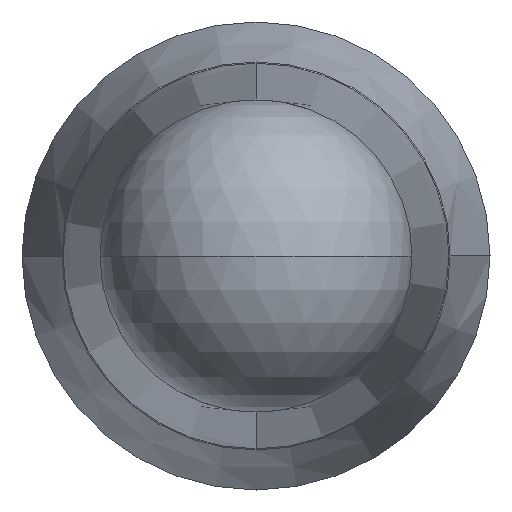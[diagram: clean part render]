
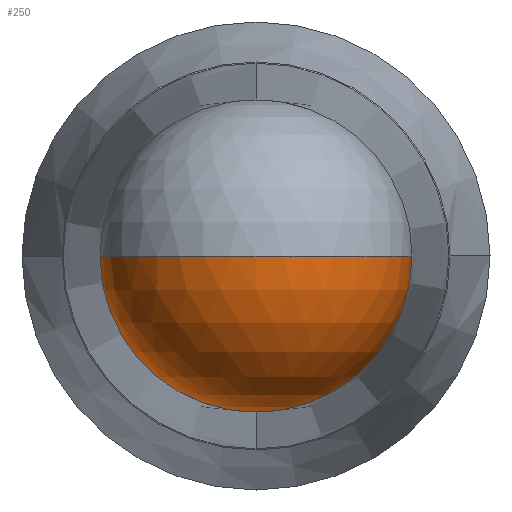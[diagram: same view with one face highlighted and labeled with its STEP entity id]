
A CAD part, front view. The second image highlights one B-rep face of the part: STEP entity #250.
In plain terms, the highlighted spherical face has radius 3.176 mm.
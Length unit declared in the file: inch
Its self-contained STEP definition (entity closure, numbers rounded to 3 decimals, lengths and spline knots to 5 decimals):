
#4 = VERTEX_POINT ( 'NONE', #334 ) ;
#14 = ORIENTED_EDGE ( 'NONE', *, *, #453, .T. ) ;
#15 = CIRCLE ( 'NONE', #110, 0.12504 ) ;
#16 = AXIS2_PLACEMENT_3D ( 'NONE', #343, #504, #182 ) ;
#17 = AXIS2_PLACEMENT_3D ( 'NONE', #439, #72, #234 ) ;
#20 = CARTESIAN_POINT ( 'NONE',  ( 0., 0.12177, 0. ) ) ;
#38 = AXIS2_PLACEMENT_3D ( 'NONE', #100, #51, #138 ) ;
#51 = DIRECTION ( 'NONE',  ( 0., 0., -1. ) ) ;
#62 = CARTESIAN_POINT ( 'NONE',  ( 0., 0.12504, 0. ) ) ;
#72 = DIRECTION ( 'NONE',  ( 0., -1., 0. ) ) ;
#89 = EDGE_LOOP ( 'NONE', ( #14, #133, #193, #219 ) ) ;
#96 = AXIS2_PLACEMENT_3D ( 'NONE', #20, #115, #273 ) ;
#100 = CARTESIAN_POINT ( 'NONE',  ( 0., 0.12504, 0. ) ) ;
#110 = AXIS2_PLACEMENT_3D ( 'NONE', #62, #373, #418 ) ;
#111 = VERTEX_POINT ( 'NONE', #452 ) ;
#115 = DIRECTION ( 'NONE',  ( 0., -1., 0. ) ) ;
#133 = ORIENTED_EDGE ( 'NONE', *, *, #447, .T. ) ;
#138 = DIRECTION ( 'NONE',  ( -1., 0., 0. ) ) ;
#172 = EDGE_CURVE ( 'NONE', #465, #4, #345, .T. ) ;
#182 = DIRECTION ( 'NONE',  ( 1., 0., 0. ) ) ;
#183 = FACE_OUTER_BOUND ( 'NONE', #89, .T. ) ;
#193 = ORIENTED_EDGE ( 'NONE', *, *, #259, .T. ) ;
#219 = ORIENTED_EDGE ( 'NONE', *, *, #172, .F. ) ;
#228 = CARTESIAN_POINT ( 'NONE',  ( 0., 0.12177, -0.125 ) ) ;
#234 = DIRECTION ( 'NONE',  ( 0., 0., -1. ) ) ;
#250 = ADVANCED_FACE ( 'NONE', ( #183 ), #309, .T. ) ;
#259 = EDGE_CURVE ( 'NONE', #111, #4, #15, .T. ) ;
#267 = CARTESIAN_POINT ( 'NONE',  ( -0.125, 0.12177, 0. ) ) ;
#273 = DIRECTION ( 'NONE',  ( 0., 0., -1. ) ) ;
#309 = SPHERICAL_SURFACE ( 'NONE', #38, 0.12504 ) ;
#334 = CARTESIAN_POINT ( 'NONE',  ( 0., 0., 0. ) ) ;
#343 = CARTESIAN_POINT ( 'NONE',  ( 0., 0.12504, 0. ) ) ;
#345 = CIRCLE ( 'NONE', #16, 0.12504 ) ;
#373 = DIRECTION ( 'NONE',  ( 0., 0., -1. ) ) ;
#416 = CIRCLE ( 'NONE', #96, 0.125 ) ;
#418 = DIRECTION ( 'NONE',  ( -1., 0., 0. ) ) ;
#439 = CARTESIAN_POINT ( 'NONE',  ( 0., 0.12177, 0. ) ) ;
#447 = EDGE_CURVE ( 'NONE', #470, #111, #416, .T. ) ;
#452 = CARTESIAN_POINT ( 'NONE',  ( 0.125, 0.12177, 0. ) ) ;
#453 = EDGE_CURVE ( 'NONE', #465, #470, #467, .T. ) ;
#465 = VERTEX_POINT ( 'NONE', #267 ) ;
#467 = CIRCLE ( 'NONE', #17, 0.125 ) ;
#470 = VERTEX_POINT ( 'NONE', #228 ) ;
#504 = DIRECTION ( 'NONE',  ( 0., 0., 1. ) ) ;
